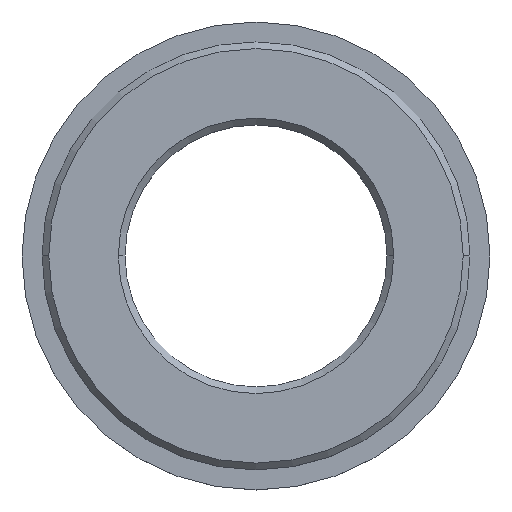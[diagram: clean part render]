
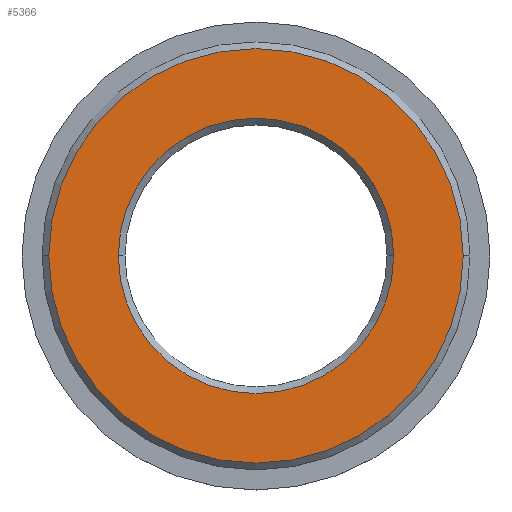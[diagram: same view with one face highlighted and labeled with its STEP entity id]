
A CAD part, top view. The second image highlights one B-rep face of the part: STEP entity #5366.
In plain terms, the highlighted planar face has unit normal (0, 0, 1).
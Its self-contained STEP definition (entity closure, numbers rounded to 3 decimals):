
#297 = ORIENTED_EDGE ( 'NONE', *, *, #13445, .T. ) ;
#403 = CARTESIAN_POINT ( 'NONE',  ( 15.5, 0., 6.4 ) ) ;
#582 = AXIS2_PLACEMENT_3D ( 'NONE', #8488, #2345, #6361 ) ;
#676 = ORIENTED_EDGE ( 'NONE', *, *, #5255, .T. ) ;
#1252 = DIRECTION ( 'NONE',  ( 1., 0., 0. ) ) ;
#1462 = CARTESIAN_POINT ( 'NONE',  ( -16., 0., 6.4 ) ) ;
#1624 = ORIENTED_EDGE ( 'NONE', *, *, #11714, .T. ) ;
#2141 = CARTESIAN_POINT ( 'NONE',  ( 0., 0., 6.4 ) ) ;
#2345 = DIRECTION ( 'NONE',  ( 0., 0., -1. ) ) ;
#2721 = VERTEX_POINT ( 'NONE', #9678 ) ;
#3084 = DIRECTION ( 'NONE',  ( 0., 0., -1. ) ) ;
#3704 = FACE_OUTER_BOUND ( 'NONE', #4734, .T. ) ;
#3768 = DIRECTION ( 'NONE',  ( 0., 0., 1. ) ) ;
#4734 = EDGE_LOOP ( 'NONE', ( #1624, #5186 ) ) ;
#4768 = CIRCLE ( 'NONE', #12496, 15.5 ) ;
#5111 = CARTESIAN_POINT ( 'NONE',  ( 10.3, 0., 6.4 ) ) ;
#5186 = ORIENTED_EDGE ( 'NONE', *, *, #5590, .T. ) ;
#5255 = EDGE_CURVE ( 'NONE', #2721, #8995, #7831, .T. ) ;
#5366 = ADVANCED_FACE ( 'NONE', ( #10904, #3704 ), #5659, .T. ) ;
#5418 = AXIS2_PLACEMENT_3D ( 'NONE', #1462, #3768, #7993 ) ;
#5590 = EDGE_CURVE ( 'NONE', #6121, #10734, #11376, .T. ) ;
#5659 = PLANE ( 'NONE',  #5418 ) ;
#5833 = CIRCLE ( 'NONE', #13551, 10.3 ) ;
#6121 = VERTEX_POINT ( 'NONE', #403 ) ;
#6338 = DIRECTION ( 'NONE',  ( 1., 0., 0. ) ) ;
#6361 = DIRECTION ( 'NONE',  ( 1., 0., 0. ) ) ;
#7018 = DIRECTION ( 'NONE',  ( 0., 0., 1. ) ) ;
#7831 = CIRCLE ( 'NONE', #582, 10.3 ) ;
#7917 = EDGE_LOOP ( 'NONE', ( #297, #676 ) ) ;
#7993 = DIRECTION ( 'NONE',  ( 1., 0., 0. ) ) ;
#8404 = DIRECTION ( 'NONE',  ( 0., 0., 1. ) ) ;
#8488 = CARTESIAN_POINT ( 'NONE',  ( 0., 0., 6.4 ) ) ;
#8995 = VERTEX_POINT ( 'NONE', #5111 ) ;
#9678 = CARTESIAN_POINT ( 'NONE',  ( -10.3, 0., 6.4 ) ) ;
#10035 = DIRECTION ( 'NONE',  ( 1., 0., 0. ) ) ;
#10409 = CARTESIAN_POINT ( 'NONE',  ( 0., 0., 6.4 ) ) ;
#10704 = AXIS2_PLACEMENT_3D ( 'NONE', #2141, #8404, #1252 ) ;
#10734 = VERTEX_POINT ( 'NONE', #12738 ) ;
#10904 = FACE_BOUND ( 'NONE', #7917, .T. ) ;
#11376 = CIRCLE ( 'NONE', #10704, 15.5 ) ;
#11714 = EDGE_CURVE ( 'NONE', #10734, #6121, #4768, .T. ) ;
#12496 = AXIS2_PLACEMENT_3D ( 'NONE', #13278, #7018, #10035 ) ;
#12738 = CARTESIAN_POINT ( 'NONE',  ( -15.5, 0., 6.4 ) ) ;
#13278 = CARTESIAN_POINT ( 'NONE',  ( 0., 0., 6.4 ) ) ;
#13445 = EDGE_CURVE ( 'NONE', #8995, #2721, #5833, .T. ) ;
#13551 = AXIS2_PLACEMENT_3D ( 'NONE', #10409, #3084, #6338 ) ;
